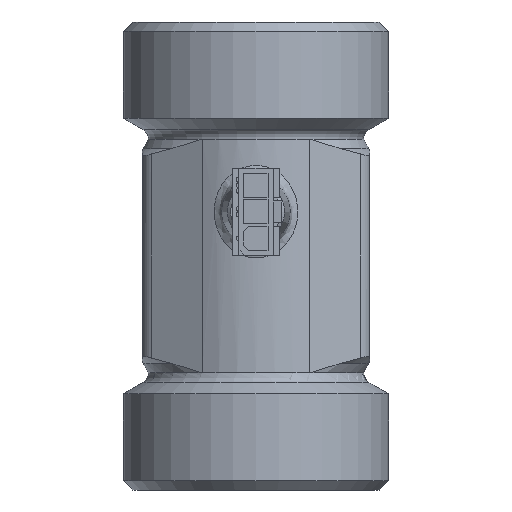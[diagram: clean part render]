
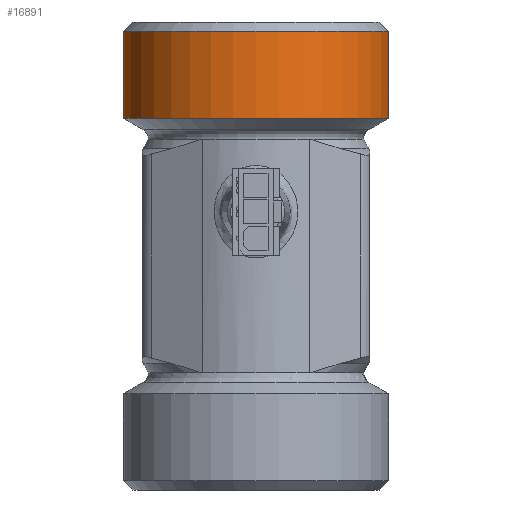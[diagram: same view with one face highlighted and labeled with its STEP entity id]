
A CAD part, front view. The second image highlights one B-rep face of the part: STEP entity #16891.
In plain terms, the highlighted cylindrical face has radius 20.955 mm (diameter 41.91 mm), a full revolution.
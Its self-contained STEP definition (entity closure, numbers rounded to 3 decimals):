
#2085=LINE('',#29951,#3583);
#3583=VECTOR('',#20635,20.955);
#3953=CYLINDRICAL_SURFACE('',#17810,20.955);
#5672=FACE_OUTER_BOUND('',#6647,.T.);
#6647=EDGE_LOOP('',(#14823,#14824,#14825,#14826,#14827,#14828));
#6939=CIRCLE('',#17333,20.955);
#6940=CIRCLE('',#17334,20.955);
#7017=CIRCLE('',#17808,20.955);
#7018=CIRCLE('',#17809,20.955);
#7404=VERTEX_POINT('',#25122);
#7405=VERTEX_POINT('',#25123);
#8338=VERTEX_POINT('',#29945);
#8339=VERTEX_POINT('',#29947);
#9134=EDGE_CURVE('',#7404,#7405,#6939,.T.);
#9135=EDGE_CURVE('',#7405,#7404,#6940,.T.);
#10541=EDGE_CURVE('',#8338,#8339,#7017,.T.);
#10542=EDGE_CURVE('',#8339,#8338,#7018,.T.);
#10543=EDGE_CURVE('',#8339,#7405,#2085,.T.);
#14823=ORIENTED_EDGE('',*,*,#10541,.F.);
#14824=ORIENTED_EDGE('',*,*,#10542,.F.);
#14825=ORIENTED_EDGE('',*,*,#10543,.T.);
#14826=ORIENTED_EDGE('',*,*,#9135,.T.);
#14827=ORIENTED_EDGE('',*,*,#9134,.T.);
#14828=ORIENTED_EDGE('',*,*,#10543,.F.);
#16891=ADVANCED_FACE('',(#5672),#3953,.T.);
#17333=AXIS2_PLACEMENT_3D('',#25124,#18647,#18648);
#17334=AXIS2_PLACEMENT_3D('',#25125,#18649,#18650);
#17808=AXIS2_PLACEMENT_3D('',#29948,#20629,#20630);
#17809=AXIS2_PLACEMENT_3D('',#29949,#20631,#20632);
#17810=AXIS2_PLACEMENT_3D('',#29950,#20633,#20634);
#18647=DIRECTION('center_axis',(0.,0.,1.));
#18648=DIRECTION('ref_axis',(1.,0.,0.));
#18649=DIRECTION('center_axis',(0.,0.,1.));
#18650=DIRECTION('ref_axis',(1.,0.,0.));
#20629=DIRECTION('center_axis',(0.,0.,1.));
#20630=DIRECTION('ref_axis',(-1.,0.,0.));
#20631=DIRECTION('center_axis',(0.,0.,1.));
#20632=DIRECTION('ref_axis',(-1.,0.,0.));
#20633=DIRECTION('center_axis',(0.,0.,1.));
#20634=DIRECTION('ref_axis',(1.,0.,0.));
#20635=DIRECTION('',(0.,0.,-1.));
#25122=CARTESIAN_POINT('',(20.955,0.,58.783));
#25123=CARTESIAN_POINT('',(-20.955,0.,58.783));
#25124=CARTESIAN_POINT('Origin',(0.,0.,58.783));
#25125=CARTESIAN_POINT('Origin',(0.,0.,58.783));
#29945=CARTESIAN_POINT('',(20.955,0.,72.5));
#29947=CARTESIAN_POINT('',(-20.955,0.,72.5));
#29948=CARTESIAN_POINT('Origin',(0.,0.,72.5));
#29949=CARTESIAN_POINT('Origin',(0.,0.,72.5));
#29950=CARTESIAN_POINT('Origin',(0.,0.,0.));
#29951=CARTESIAN_POINT('',(-20.955,0.,0.));
